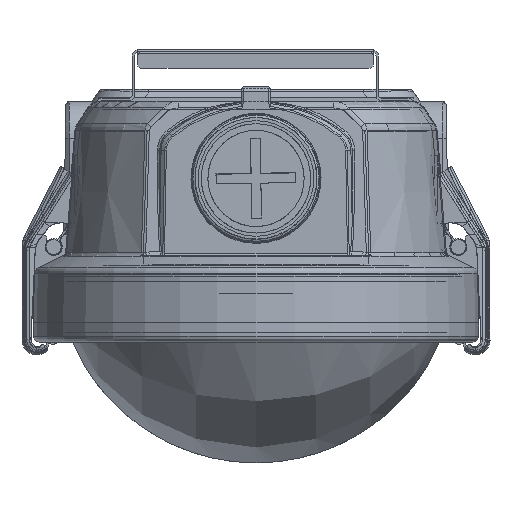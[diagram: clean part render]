
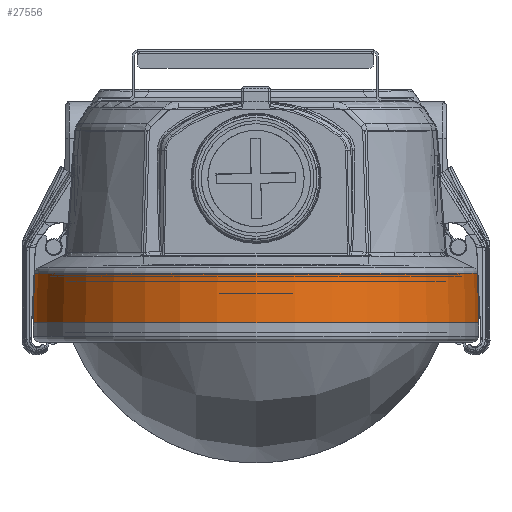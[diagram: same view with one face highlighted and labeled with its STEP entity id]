
A CAD part, front view. The second image highlights one B-rep face of the part: STEP entity #27556.
In plain terms, the highlighted conical face has half-angle 1.5 degrees and reference radius 46.25 mm.
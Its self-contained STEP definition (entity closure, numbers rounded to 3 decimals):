
#1682 = CARTESIAN_POINT ( 'NONE',  ( 47.214, -739.784, -56.827 ) ) ;
#13185 = DIRECTION ( 'NONE',  ( 0., 0., 1. ) ) ;
#14418 = CARTESIAN_POINT ( 'NONE',  ( 0.964, -739.784, -56.827 ) ) ;
#27556 = ADVANCED_FACE ( 'NONE', ( #224534 ), #82285, .T. ) ;
#29623 = ORIENTED_EDGE ( 'NONE', *, *, #145570, .F. ) ;
#29667 = AXIS2_PLACEMENT_3D ( 'NONE', #14418, #13185, #154942 ) ;
#29680 = VERTEX_POINT ( 'NONE', #33789 ) ;
#31517 = CARTESIAN_POINT ( 'NONE',  ( 0.964, -739.784, -56.827 ) ) ;
#33789 = CARTESIAN_POINT ( 'NONE',  ( 46.944, -739.784, -46.481 ) ) ;
#35097 = EDGE_CURVE ( 'NONE', #93466, #29680, #146801, .T. ) ;
#47274 = VECTOR ( 'NONE', #218980, 1000. ) ;
#61437 = EDGE_CURVE ( 'NONE', #198971, #104905, #225417, .T. ) ;
#68028 = CARTESIAN_POINT ( 'NONE',  ( -45.015, -739.784, -46.481 ) ) ;
#70043 = CARTESIAN_POINT ( 'NONE',  ( -45.286, -739.784, -56.827 ) ) ;
#74826 = CARTESIAN_POINT ( 'NONE',  ( -45.286, -739.784, -56.827 ) ) ;
#82285 = CONICAL_SURFACE ( 'NONE', #94511, 46.25, 0.026 ) ;
#93466 = VERTEX_POINT ( 'NONE', #68028 ) ;
#94511 = AXIS2_PLACEMENT_3D ( 'NONE', #31517, #246203, #204180 ) ;
#100760 = ORIENTED_EDGE ( 'NONE', *, *, #35097, .F. ) ;
#104905 = VERTEX_POINT ( 'NONE', #143775 ) ;
#106787 = CARTESIAN_POINT ( 'NONE',  ( 0.964, -739.784, -46.481 ) ) ;
#120393 = EDGE_CURVE ( 'NONE', #104905, #29680, #140928, .T. ) ;
#130905 = DIRECTION ( 'NONE',  ( 0., -1., 0. ) ) ;
#140928 = LINE ( 'NONE', #1682, #47274 ) ;
#143775 = CARTESIAN_POINT ( 'NONE',  ( 47.214, -739.784, -56.827 ) ) ;
#145570 = EDGE_CURVE ( 'NONE', #198971, #93466, #173189, .T. ) ;
#146801 = CIRCLE ( 'NONE', #163259, 45.979 ) ;
#150881 = ORIENTED_EDGE ( 'NONE', *, *, #61437, .T. ) ;
#154942 = DIRECTION ( 'NONE',  ( 0., -1., 0. ) ) ;
#163259 = AXIS2_PLACEMENT_3D ( 'NONE', #106787, #189750, #130905 ) ;
#165372 = VECTOR ( 'NONE', #248650, 1000. ) ;
#173189 = LINE ( 'NONE', #74826, #165372 ) ;
#183454 = EDGE_LOOP ( 'NONE', ( #100760, #29623, #150881, #222482 ) ) ;
#189750 = DIRECTION ( 'NONE',  ( 0., 0., 1. ) ) ;
#198971 = VERTEX_POINT ( 'NONE', #70043 ) ;
#204180 = DIRECTION ( 'NONE',  ( 0., -1., 0. ) ) ;
#218980 = DIRECTION ( 'NONE',  ( -0.026, 0., 1. ) ) ;
#222482 = ORIENTED_EDGE ( 'NONE', *, *, #120393, .T. ) ;
#224534 = FACE_OUTER_BOUND ( 'NONE', #183454, .T. ) ;
#225417 = CIRCLE ( 'NONE', #29667, 46.25 ) ;
#246203 = DIRECTION ( 'NONE',  ( 0., 0., -1. ) ) ;
#248650 = DIRECTION ( 'NONE',  ( 0.026, 0., 1. ) ) ;
